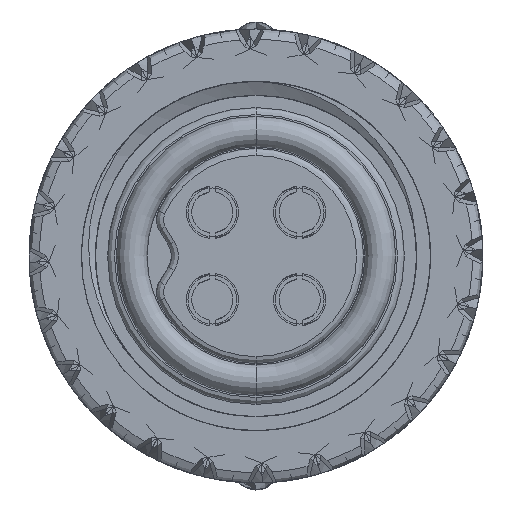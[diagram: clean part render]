
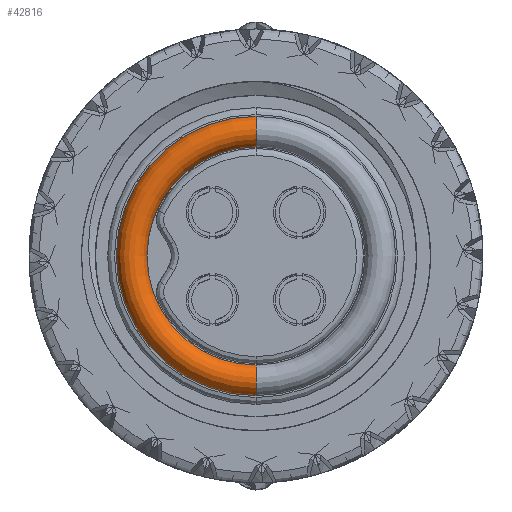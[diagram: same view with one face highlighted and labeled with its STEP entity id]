
A CAD part, left-side view. The second image highlights one B-rep face of the part: STEP entity #42816.
In plain terms, the highlighted toroidal (fillet/blend) face has major radius 1.78 mm and minor radius 0.22 mm.
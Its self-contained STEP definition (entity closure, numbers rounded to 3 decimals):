
#23 = CARTESIAN_POINT ( 'NONE',  ( 0., 0., 2. ) ) ;
#3261 = TOROIDAL_SURFACE ( 'NONE', #4163, 1.78, 0.22 ) ;
#4163 = AXIS2_PLACEMENT_3D ( 'NONE', #7275, #29552, #14836 ) ;
#5602 = FACE_OUTER_BOUND ( 'NONE', #54701, .T. ) ;
#5951 = CARTESIAN_POINT ( 'NONE',  ( 0., 0., -2. ) ) ;
#6696 = CIRCLE ( 'NONE', #54643, 2. ) ;
#7173 = VERTEX_POINT ( 'NONE', #23 ) ;
#7275 = CARTESIAN_POINT ( 'NONE',  ( 0., 0., 0. ) ) ;
#12216 = AXIS2_PLACEMENT_3D ( 'NONE', #97053, #37647, #37938 ) ;
#14836 = DIRECTION ( 'NONE',  ( 0., 0., -1. ) ) ;
#21192 = CIRCLE ( 'NONE', #29177, 0.22 ) ;
#23126 = DIRECTION ( 'NONE',  ( 0., 1., 0. ) ) ;
#24781 = DIRECTION ( 'NONE',  ( 0., 0., -1. ) ) ;
#25227 = CARTESIAN_POINT ( 'NONE',  ( 0., 0., -1.56 ) ) ;
#27141 = CIRCLE ( 'NONE', #12216, 0.22 ) ;
#29177 = AXIS2_PLACEMENT_3D ( 'NONE', #76489, #23126, #52913 ) ;
#29552 = DIRECTION ( 'NONE',  ( 1., 0., 0. ) ) ;
#32305 = EDGE_CURVE ( 'NONE', #41050, #71466, #27141, .T. ) ;
#37647 = DIRECTION ( 'NONE',  ( 0., -1., 0. ) ) ;
#37938 = DIRECTION ( 'NONE',  ( 0., 0., -1. ) ) ;
#41050 = VERTEX_POINT ( 'NONE', #25227 ) ;
#42816 = ADVANCED_FACE ( 'NONE', ( #5602 ), #3261, .T. ) ;
#44564 = DIRECTION ( 'NONE',  ( 1., 0., 0. ) ) ;
#46192 = ORIENTED_EDGE ( 'NONE', *, *, #32305, .F. ) ;
#48327 = AXIS2_PLACEMENT_3D ( 'NONE', #61175, #92325, #24781 ) ;
#51318 = ORIENTED_EDGE ( 'NONE', *, *, #92026, .T. ) ;
#52545 = VERTEX_POINT ( 'NONE', #62446 ) ;
#52913 = DIRECTION ( 'NONE',  ( 0., 0., 1. ) ) ;
#54643 = AXIS2_PLACEMENT_3D ( 'NONE', #66531, #44564, #81241 ) ;
#54701 = EDGE_LOOP ( 'NONE', ( #56206, #46192, #51318, #75667 ) ) ;
#56206 = ORIENTED_EDGE ( 'NONE', *, *, #93569, .F. ) ;
#61175 = CARTESIAN_POINT ( 'NONE',  ( 0., 0., 0. ) ) ;
#62446 = CARTESIAN_POINT ( 'NONE',  ( 0., 0., 1.56 ) ) ;
#63302 = EDGE_CURVE ( 'NONE', #52545, #7173, #21192, .T. ) ;
#66531 = CARTESIAN_POINT ( 'NONE',  ( 0., 0., 0. ) ) ;
#71466 = VERTEX_POINT ( 'NONE', #5951 ) ;
#74809 = CIRCLE ( 'NONE', #48327, 1.56 ) ;
#75667 = ORIENTED_EDGE ( 'NONE', *, *, #63302, .T. ) ;
#76489 = CARTESIAN_POINT ( 'NONE',  ( 0., 0., 1.78 ) ) ;
#81241 = DIRECTION ( 'NONE',  ( 0., 0., -1. ) ) ;
#92026 = EDGE_CURVE ( 'NONE', #41050, #52545, #74809, .T. ) ;
#92325 = DIRECTION ( 'NONE',  ( 1., 0., 0. ) ) ;
#93569 = EDGE_CURVE ( 'NONE', #71466, #7173, #6696, .T. ) ;
#97053 = CARTESIAN_POINT ( 'NONE',  ( 0., 0., -1.78 ) ) ;
